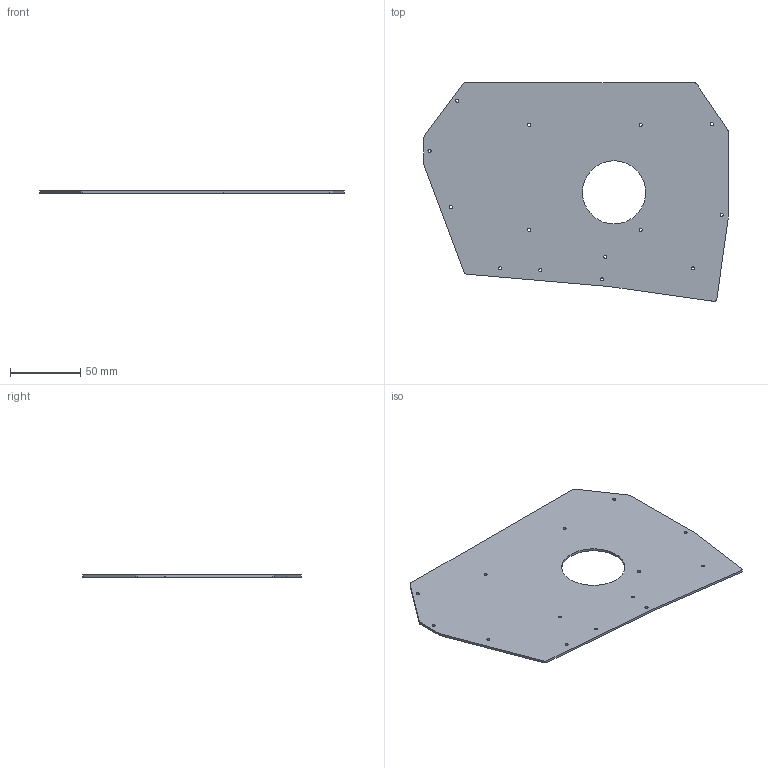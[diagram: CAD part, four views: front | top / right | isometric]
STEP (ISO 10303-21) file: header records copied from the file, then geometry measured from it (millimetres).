
FILE_DESCRIPTION(/* description */ (''),/* implementation_level */ '2;1');
FILE_NAME(/* name */ 'ErgoDonk Zero v0.2 bottom plate PCB.step',/* time_stamp */ '2024-01-16T02:12:12-08:00',/* author */ (''),/* organization */ (''),/* preprocessor_version */ 'ST-DEVELOPER v20',/* originating_system */ 'Autodesk Translation Framework v12.14.0.127',/* authorisation */ '');
FILE_SCHEMA (('AUTOMOTIVE_DESIGN { 1 0 10303 214 3 1 1 }'));
Length unit declared in the file: millimetre
Products named in the file (1): ErgoDonk Zero v0.2 Case
Bounding box: 216.55 x 155.64 x 1.6 mm (x, y, z)
Volume: 43595.6 mm3; surface area: 55928.6 mm2
Topology: 1 solids, 1 shells, 34 faces, 96 edges, 64 vertices
Faces by surface type: cylinder 23, plane 11
Full cylindrical faces by diameter (mm): 2.2 x14, 45 x1
Entity records: 1233 total; most frequent: DIRECTION 212, CARTESIAN_POINT 195, ORIENTED_EDGE 192, EDGE_CURVE 96, AXIS2_PLACEMENT_3D 81, EDGE_LOOP 64, VERTEX_POINT 64, LINE 50
